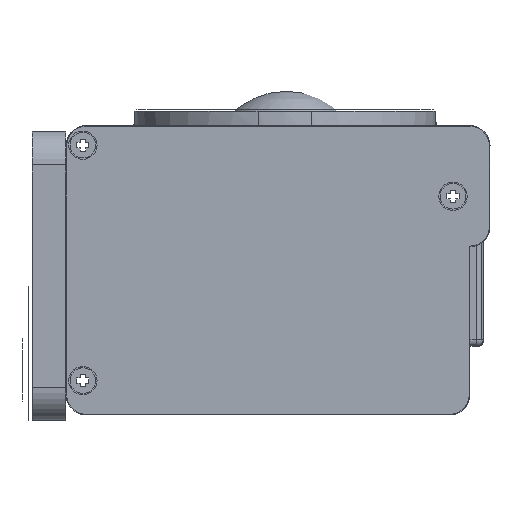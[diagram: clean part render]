
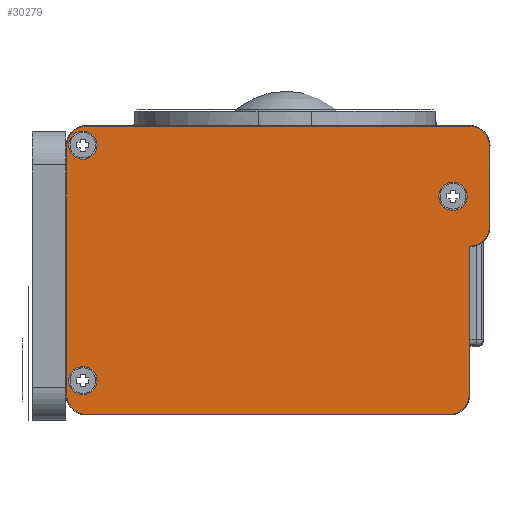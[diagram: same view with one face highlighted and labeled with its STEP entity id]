
A CAD part, front view. The second image highlights one B-rep face of the part: STEP entity #30279.
In plain terms, the highlighted planar face has unit normal (0, -1, 0).
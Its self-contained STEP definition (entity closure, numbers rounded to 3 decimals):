
#1399=FACE_BOUND('',#6077,.T.);
#1400=FACE_BOUND('',#6078,.T.);
#1401=FACE_BOUND('',#6079,.T.);
#2589=PLANE('',#42575);
#4172=FACE_OUTER_BOUND('',#6076,.T.);
#6076=EDGE_LOOP('',(#27921,#27922,#27923,#27924,#27925,#27926,#27927,#27928,
#27929,#27930));
#6077=EDGE_LOOP('',(#27931));
#6078=EDGE_LOOP('',(#27932));
#6079=EDGE_LOOP('',(#27933));
#6920=CIRCLE('',#42576,2.9);
#6921=CIRCLE('',#42577,2.9);
#6922=CIRCLE('',#42578,2.9);
#6923=CIRCLE('',#42579,2.9);
#6924=CIRCLE('',#42580,2.9);
#6925=CIRCLE('',#42581,2.1);
#6926=CIRCLE('',#42582,2.1);
#6927=CIRCLE('',#42583,2.1);
#11551=VERTEX_POINT('',#69757);
#11552=VERTEX_POINT('',#69758);
#11553=VERTEX_POINT('',#69760);
#11554=VERTEX_POINT('',#69762);
#11555=VERTEX_POINT('',#69764);
#11556=VERTEX_POINT('',#69766);
#11557=VERTEX_POINT('',#69768);
#11558=VERTEX_POINT('',#69770);
#11559=VERTEX_POINT('',#69772);
#11560=VERTEX_POINT('',#69774);
#11561=VERTEX_POINT('',#69777);
#11562=VERTEX_POINT('',#69779);
#11563=VERTEX_POINT('',#69781);
#17837=EDGE_CURVE('',#11551,#11552,#6920,.T.);
#17838=EDGE_CURVE('',#11552,#11553,#35183,.T.);
#17839=EDGE_CURVE('',#11553,#11554,#6921,.T.);
#17840=EDGE_CURVE('',#11554,#11555,#35184,.T.);
#17841=EDGE_CURVE('',#11555,#11556,#6922,.T.);
#17842=EDGE_CURVE('',#11556,#11557,#35185,.T.);
#17843=EDGE_CURVE('',#11557,#11558,#6923,.T.);
#17844=EDGE_CURVE('',#11558,#11559,#35186,.T.);
#17845=EDGE_CURVE('',#11559,#11560,#6924,.T.);
#17846=EDGE_CURVE('',#11560,#11551,#35187,.T.);
#17847=EDGE_CURVE('',#11561,#11561,#6925,.T.);
#17848=EDGE_CURVE('',#11562,#11562,#6926,.T.);
#17849=EDGE_CURVE('',#11563,#11563,#6927,.T.);
#27921=ORIENTED_EDGE('',*,*,#17837,.T.);
#27922=ORIENTED_EDGE('',*,*,#17838,.T.);
#27923=ORIENTED_EDGE('',*,*,#17839,.T.);
#27924=ORIENTED_EDGE('',*,*,#17840,.T.);
#27925=ORIENTED_EDGE('',*,*,#17841,.T.);
#27926=ORIENTED_EDGE('',*,*,#17842,.T.);
#27927=ORIENTED_EDGE('',*,*,#17843,.T.);
#27928=ORIENTED_EDGE('',*,*,#17844,.T.);
#27929=ORIENTED_EDGE('',*,*,#17845,.T.);
#27930=ORIENTED_EDGE('',*,*,#17846,.T.);
#27931=ORIENTED_EDGE('',*,*,#17847,.F.);
#27932=ORIENTED_EDGE('',*,*,#17848,.F.);
#27933=ORIENTED_EDGE('',*,*,#17849,.F.);
#30279=ADVANCED_FACE('',(#4172,#1399,#1400,#1401),#2589,.F.);
#35183=LINE('',#69761,#40097);
#35184=LINE('',#69765,#40098);
#35185=LINE('',#69769,#40099);
#35186=LINE('',#69773,#40100);
#35187=LINE('',#69776,#40101);
#40097=VECTOR('',#51975,12.);
#40098=VECTOR('',#51978,57.);
#40099=VECTOR('',#51981,37.);
#40100=VECTOR('',#51984,54.);
#40101=VECTOR('',#51987,22.102);
#42575=AXIS2_PLACEMENT_3D('',#69756,#51971,#51972);
#42576=AXIS2_PLACEMENT_3D('',#69759,#51973,#51974);
#42577=AXIS2_PLACEMENT_3D('',#69763,#51976,#51977);
#42578=AXIS2_PLACEMENT_3D('',#69767,#51979,#51980);
#42579=AXIS2_PLACEMENT_3D('',#69771,#51982,#51983);
#42580=AXIS2_PLACEMENT_3D('',#69775,#51985,#51986);
#42581=AXIS2_PLACEMENT_3D('',#69778,#51988,#51989);
#42582=AXIS2_PLACEMENT_3D('',#69780,#51990,#51991);
#42583=AXIS2_PLACEMENT_3D('',#69782,#51992,#51993);
#51971=DIRECTION('center_axis',(0.,1.,0.));
#51972=DIRECTION('ref_axis',(-1.,0.,0.));
#51973=DIRECTION('center_axis',(0.,-1.,0.));
#51974=DIRECTION('ref_axis',(0.707,0.,-0.707));
#51975=DIRECTION('',(0.,0.,1.));
#51976=DIRECTION('center_axis',(0.,-1.,0.));
#51977=DIRECTION('ref_axis',(0.707,0.,0.707));
#51978=DIRECTION('',(-1.,0.,0.));
#51979=DIRECTION('center_axis',(0.,-1.,0.));
#51980=DIRECTION('ref_axis',(-0.707,0.,0.707));
#51981=DIRECTION('',(0.,0.,-1.));
#51982=DIRECTION('center_axis',(0.,-1.,0.));
#51983=DIRECTION('ref_axis',(-0.707,0.,-0.707));
#51984=DIRECTION('',(1.,0.,0.));
#51985=DIRECTION('center_axis',(0.,-1.,0.));
#51986=DIRECTION('ref_axis',(0.707,0.,-0.707));
#51987=DIRECTION('',(0.,0.,1.));
#51988=DIRECTION('center_axis',(0.,-1.,0.));
#51989=DIRECTION('ref_axis',(-1.,0.,0.));
#51990=DIRECTION('center_axis',(0.,-1.,0.));
#51991=DIRECTION('ref_axis',(-1.,0.,0.));
#51992=DIRECTION('center_axis',(0.,-1.,0.));
#51993=DIRECTION('ref_axis',(-1.,0.,0.));
#69756=CARTESIAN_POINT('Origin',(-0.1,-52.,20.4));
#69757=CARTESIAN_POINT('',(29.8,-52.,24.002));
#69758=CARTESIAN_POINT('',(32.8,-52.,26.9));
#69759=CARTESIAN_POINT('Origin',(29.9,-52.,26.9));
#69760=CARTESIAN_POINT('',(32.8,-52.,38.9));
#69761=CARTESIAN_POINT('',(32.8,-52.,22.15));
#69762=CARTESIAN_POINT('',(29.9,-52.,41.8));
#69763=CARTESIAN_POINT('Origin',(29.9,-52.,38.9));
#69764=CARTESIAN_POINT('',(-27.1,-52.,41.8));
#69765=CARTESIAN_POINT('',(-15.1,-52.,41.8));
#69766=CARTESIAN_POINT('',(-30.,-52.,38.9));
#69767=CARTESIAN_POINT('Origin',(-27.1,-52.,38.9));
#69768=CARTESIAN_POINT('',(-30.,-52.,1.9));
#69769=CARTESIAN_POINT('',(-30.,-52.,9.65));
#69770=CARTESIAN_POINT('',(-27.1,-52.,-1.));
#69771=CARTESIAN_POINT('Origin',(-27.1,-52.,1.9));
#69772=CARTESIAN_POINT('',(26.9,-52.,-1.));
#69773=CARTESIAN_POINT('',(14.9,-52.,-1.));
#69774=CARTESIAN_POINT('',(29.8,-52.,1.9));
#69775=CARTESIAN_POINT('Origin',(26.9,-52.,1.9));
#69776=CARTESIAN_POINT('',(29.8,-52.,31.15));
#69777=CARTESIAN_POINT('',(-29.7,-52.,4.));
#69778=CARTESIAN_POINT('Origin',(-27.6,-52.,4.));
#69779=CARTESIAN_POINT('',(25.3,-52.,31.4));
#69780=CARTESIAN_POINT('Origin',(27.4,-52.,31.4));
#69781=CARTESIAN_POINT('',(-29.7,-52.,39.));
#69782=CARTESIAN_POINT('Origin',(-27.6,-52.,39.));
